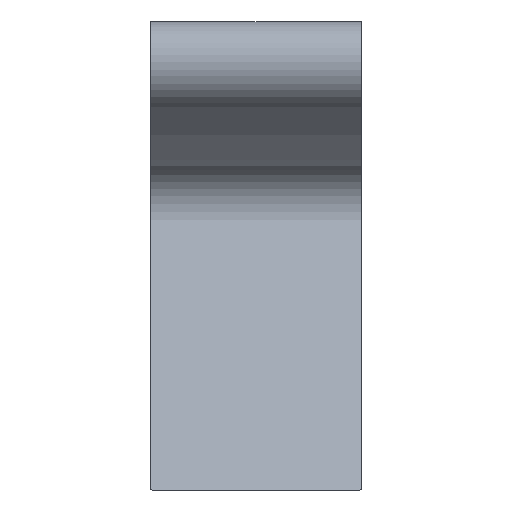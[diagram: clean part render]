
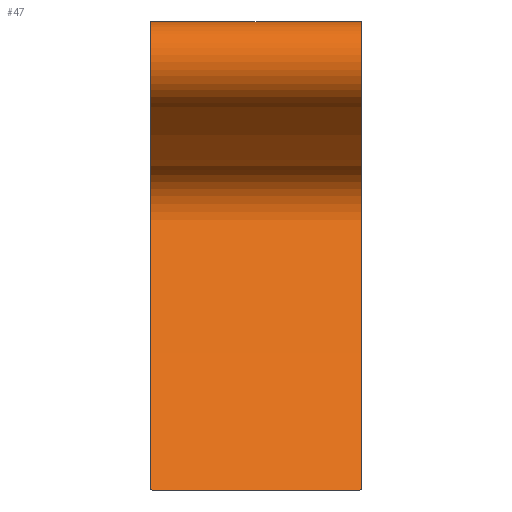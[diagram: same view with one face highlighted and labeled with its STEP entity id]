
A CAD part, left-side view. The second image highlights one B-rep face of the part: STEP entity #47.
In plain terms, the highlighted free-form (B-spline) face has degree [2, 1] with [13, 2] control points.
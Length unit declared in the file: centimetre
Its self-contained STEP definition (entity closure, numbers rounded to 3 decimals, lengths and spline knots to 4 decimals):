
#47=ADVANCED_FACE($,(#84),#426,.T.);
#84=FACE_OUTER_BOUND($,#121,.T.);
#121=EDGE_LOOP($,(#218,#219,#220,#221,#222,#223));
#218=ORIENTED_EDGE($,*,*,#327,.F.);
#219=ORIENTED_EDGE($,*,*,#331,.T.);
#220=ORIENTED_EDGE($,*,*,#317,.F.);
#221=ORIENTED_EDGE($,*,*,#318,.T.);
#222=ORIENTED_EDGE($,*,*,#319,.T.);
#223=ORIENTED_EDGE($,*,*,#335,.T.);
#317=EDGE_CURVE($,#384,#386,#467,.T.);
#318=EDGE_CURVE($,#384,#385,#485,.T.);
#319=EDGE_CURVE($,#385,#387,#468,.T.);
#327=EDGE_CURVE($,#401,#400,#489,.T.);
#331=EDGE_CURVE($,#401,#386,#493,.T.);
#335=EDGE_CURVE($,#387,#400,#497,.T.);
#384=VERTEX_POINT($,#1322);
#385=VERTEX_POINT($,#1323);
#386=VERTEX_POINT($,#1324);
#387=VERTEX_POINT($,#1325);
#400=VERTEX_POINT($,#1338);
#401=VERTEX_POINT($,#1339);
#426=(
BOUNDED_SURFACE()
B_SPLINE_SURFACE(2,1,((#1175,#1176),(#1177,#1178),(#1179,#1180),(#1181,#1182),
(#1183,#1184),(#1185,#1186),(#1187,#1188),(#1189,#1190),(#1191,#1192),(#1193,
#1194),(#1195,#1196),(#1197,#1198),(#1199,#1200)),.UNSPECIFIED.,.F.,.F.,
.F.)
B_SPLINE_SURFACE_WITH_KNOTS((3,2,2,2,2,2,3),(2,2),(-300.8162,-253.1935,
-237.2948,-214.6467,-207.3532,-198.6981,-102.1181),
(0.,36.),.UNSPECIFIED.)
GEOMETRIC_REPRESENTATION_ITEM()
RATIONAL_B_SPLINE_SURFACE(((1.,1.),(1.,1.),(1.,1.),(0.711,0.711),
(1.,1.),(0.997,0.997),(1.,1.),(0.867,
0.867),(1.,1.),(0.707,0.707),(1.,1.),
(1.,1.),(1.,1.)))
REPRESENTATION_ITEM($)
SURFACE()
);
#467=(
BOUNDED_CURVE()
B_SPLINE_CURVE(2,(#860,#861,#862,#863,#864,#865,#866,#867,#868,#869,#870,
#871,#872),.UNSPECIFIED.,.F.,.F.)
B_SPLINE_CURVE_WITH_KNOTS((3,2,2,2,2,2,3),(102.1181,198.6981,
207.3532,214.6467,237.2948,253.1935,300.497),
.UNSPECIFIED.)
CURVE()
GEOMETRIC_REPRESENTATION_ITEM()
RATIONAL_B_SPLINE_CURVE((1.,1.,1.,0.707,1.,0.867,
1.,0.997,1.,0.711,1.,1.,1.))
REPRESENTATION_ITEM($)
);
#468=(
BOUNDED_CURVE()
B_SPLINE_CURVE(2,(#875,#876,#877,#878,#879,#880,#881,#882,#883,#884,#885,
#886,#887),.UNSPECIFIED.,.F.,.F.)
B_SPLINE_CURVE_WITH_KNOTS((3,2,2,2,2,2,3),(102.1181,198.6981,
207.3532,214.6467,237.2948,253.1935,300.497),
.UNSPECIFIED.)
CURVE()
GEOMETRIC_REPRESENTATION_ITEM()
RATIONAL_B_SPLINE_CURVE((1.,1.,1.,0.707,1.,0.867,
1.,0.997,1.,0.711,1.,1.,1.))
REPRESENTATION_ITEM($)
);
#485=B_SPLINE_CURVE_WITH_KNOTS($,1,(#873,#874),.UNSPECIFIED.,.F.,.F.,(2,
2),(0.,36.),.UNSPECIFIED.);
#489=B_SPLINE_CURVE_WITH_KNOTS($,1,(#962,#963),.UNSPECIFIED.,.F.,.F.,(2,
2),(0.3,35.7),.UNSPECIFIED.);
#493=B_SPLINE_CURVE_WITH_KNOTS($,3,(#1000,#1001,#1002,#1003,#1004,#1005,
#1006,#1007,#1008,#1009,#1010,#1011),.UNSPECIFIED.,.F.,.F.,(4,1,1,1,1,1,
1,1,1,4),(-0.4859,-0.4373,-0.3858,-0.3319,
-0.2761,-0.2192,-0.1622,-0.106,
-0.0517,0.),.UNSPECIFIED.);
#497=B_SPLINE_CURVE_WITH_KNOTS($,3,(#1048,#1049,#1050,#1051,#1052,#1053,
#1054,#1055,#1056,#1057,#1058,#1059),.UNSPECIFIED.,.F.,.F.,(4,1,1,1,1,1,
1,1,1,4),(-0.4859,-0.4342,-0.3799,-0.3237,
-0.2666,-0.2097,-0.1539,-0.1,
-0.0486,0.),.UNSPECIFIED.);
#860=CARTESIAN_POINT($,(89.89,0.,80.));
#861=CARTESIAN_POINT($,(41.6,0.,80.));
#862=CARTESIAN_POINT($,(-6.69,0.,80.));
#863=CARTESIAN_POINT($,(-13.7,0.,80.));
#864=CARTESIAN_POINT($,(-13.7,0.,72.99));
#865=CARTESIAN_POINT($,(-13.7,0.,68.1123));
#866=CARTESIAN_POINT($,(-9.4848,0.,65.649));
#867=CARTESIAN_POINT($,(0.4565,0.,59.9182));
#868=CARTESIAN_POINT($,(11.1868,0.,55.865));
#869=CARTESIAN_POINT($,(19.2277,0.,52.8277));
#870=CARTESIAN_POINT($,(16.2879,0.,44.7507));
#871=CARTESIAN_POINT($,(8.1986,0.,22.5253));
#872=CARTESIAN_POINT($,(0.1092,0.,0.3));
#873=CARTESIAN_POINT($,(89.89,0.,80.));
#874=CARTESIAN_POINT($,(89.89,36.,80.));
#875=CARTESIAN_POINT($,(89.89,36.,80.));
#876=CARTESIAN_POINT($,(41.6,36.,80.));
#877=CARTESIAN_POINT($,(-6.69,36.,80.));
#878=CARTESIAN_POINT($,(-13.7,36.,80.));
#879=CARTESIAN_POINT($,(-13.7,36.,72.99));
#880=CARTESIAN_POINT($,(-13.7,36.,68.1123));
#881=CARTESIAN_POINT($,(-9.4848,36.,65.649));
#882=CARTESIAN_POINT($,(0.4565,36.,59.9182));
#883=CARTESIAN_POINT($,(11.1868,36.,55.865));
#884=CARTESIAN_POINT($,(19.2277,36.,52.8277));
#885=CARTESIAN_POINT($,(16.2879,36.,44.7507));
#886=CARTESIAN_POINT($,(8.1986,36.,22.5253));
#887=CARTESIAN_POINT($,(0.1092,36.,0.3));
#962=CARTESIAN_POINT($,(0.,0.3,0.));
#963=CARTESIAN_POINT($,(0.,35.7,0.));
#1000=CARTESIAN_POINT($,(0.,0.3,0.));
#1001=CARTESIAN_POINT($,(0.,0.2838,0.));
#1002=CARTESIAN_POINT($,(0.001,0.2504,0.0027));
#1003=CARTESIAN_POINT($,(0.0056,0.2006,0.0153));
#1004=CARTESIAN_POINT($,(0.0136,0.1519,0.0372));
#1005=CARTESIAN_POINT($,(0.0249,0.1068,0.0683));
#1006=CARTESIAN_POINT($,(0.0391,0.0679,0.1073));
#1007=CARTESIAN_POINT($,(0.0554,0.037,0.1523));
#1008=CARTESIAN_POINT($,(0.0731,0.0152,0.2009));
#1009=CARTESIAN_POINT($,(0.0912,0.0027,0.2506));
#1010=CARTESIAN_POINT($,(0.1033,0.,0.2838));
#1011=CARTESIAN_POINT($,(0.1092,0.,0.3));
#1048=CARTESIAN_POINT($,(0.1092,36.,0.3));
#1049=CARTESIAN_POINT($,(0.1033,36.,0.2838));
#1050=CARTESIAN_POINT($,(0.0912,35.9973,0.2506));
#1051=CARTESIAN_POINT($,(0.0731,35.9848,0.2009));
#1052=CARTESIAN_POINT($,(0.0554,35.963,0.1523));
#1053=CARTESIAN_POINT($,(0.0391,35.9321,0.1073));
#1054=CARTESIAN_POINT($,(0.0249,35.8932,0.0683));
#1055=CARTESIAN_POINT($,(0.0136,35.8481,0.0372));
#1056=CARTESIAN_POINT($,(0.0056,35.7994,0.0153));
#1057=CARTESIAN_POINT($,(0.001,35.7496,0.0027));
#1058=CARTESIAN_POINT($,(0.,35.7162,0.));
#1059=CARTESIAN_POINT($,(0.,35.7,0.));
#1175=CARTESIAN_POINT($,(0.,0.,0.));
#1176=CARTESIAN_POINT($,(0.,36.,0.));
#1177=CARTESIAN_POINT($,(8.144,0.,22.3753));
#1178=CARTESIAN_POINT($,(8.144,36.,22.3753));
#1179=CARTESIAN_POINT($,(16.2879,0.,44.7507));
#1180=CARTESIAN_POINT($,(16.2879,36.,44.7507));
#1181=CARTESIAN_POINT($,(19.2277,0.,52.8277));
#1182=CARTESIAN_POINT($,(19.2277,36.,52.8277));
#1183=CARTESIAN_POINT($,(11.1868,0.,55.865));
#1184=CARTESIAN_POINT($,(11.1868,36.,55.865));
#1185=CARTESIAN_POINT($,(0.4565,0.,59.9182));
#1186=CARTESIAN_POINT($,(0.4565,36.,59.9182));
#1187=CARTESIAN_POINT($,(-9.4848,0.,65.649));
#1188=CARTESIAN_POINT($,(-9.4848,36.,65.649));
#1189=CARTESIAN_POINT($,(-13.7,0.,68.1123));
#1190=CARTESIAN_POINT($,(-13.7,36.,68.1123));
#1191=CARTESIAN_POINT($,(-13.7,0.,72.99));
#1192=CARTESIAN_POINT($,(-13.7,36.,72.99));
#1193=CARTESIAN_POINT($,(-13.7,0.,80.));
#1194=CARTESIAN_POINT($,(-13.7,36.,80.));
#1195=CARTESIAN_POINT($,(-6.69,0.,80.));
#1196=CARTESIAN_POINT($,(-6.69,36.,80.));
#1197=CARTESIAN_POINT($,(41.6,0.,80.));
#1198=CARTESIAN_POINT($,(41.6,36.,80.));
#1199=CARTESIAN_POINT($,(89.89,0.,80.));
#1200=CARTESIAN_POINT($,(89.89,36.,80.));
#1322=CARTESIAN_POINT($,(89.89,0.,80.));
#1323=CARTESIAN_POINT($,(89.89,36.,80.));
#1324=CARTESIAN_POINT($,(0.1092,0.,0.3));
#1325=CARTESIAN_POINT($,(0.1092,36.,0.3));
#1338=CARTESIAN_POINT($,(0.,35.7,0.));
#1339=CARTESIAN_POINT($,(0.,0.3,0.));
